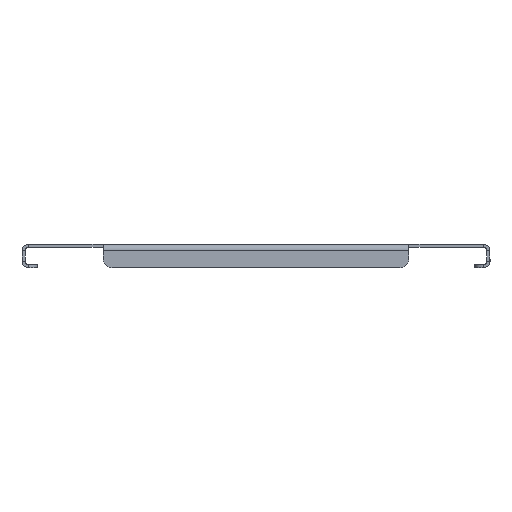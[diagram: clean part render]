
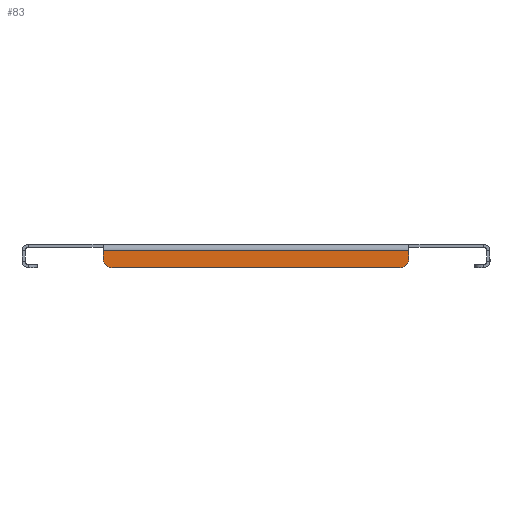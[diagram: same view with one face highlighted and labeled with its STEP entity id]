
A CAD part, left-side view. The second image highlights one B-rep face of the part: STEP entity #83.
In plain terms, the highlighted planar face has unit normal (-1, 0, 0).
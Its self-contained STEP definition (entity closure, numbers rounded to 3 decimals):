
#42 = DIRECTION ( 'NONE',  ( 1., 0., 0. ) ) ;
#50 = CIRCLE ( 'NONE', #1143, 6. ) ;
#56 = PLANE ( 'NONE',  #1594 ) ;
#83 = ADVANCED_FACE ( 'NONE', ( #1624 ), #56, .F. ) ;
#127 = DIRECTION ( 'NONE',  ( 0., 0., -1. ) ) ;
#174 = ORIENTED_EDGE ( 'NONE', *, *, #2643, .T. ) ;
#230 = EDGE_CURVE ( 'NONE', #1607, #1547, #2746, .T. ) ;
#234 = VECTOR ( 'NONE', #2232, 1000. ) ;
#418 = LINE ( 'NONE', #1542, #1093 ) ;
#499 = ORIENTED_EDGE ( 'NONE', *, *, #914, .F. ) ;
#626 = EDGE_CURVE ( 'NONE', #2056, #1071, #1354, .T. ) ;
#653 = DIRECTION ( 'NONE',  ( 0., -1., 0. ) ) ;
#674 = EDGE_LOOP ( 'NONE', ( #499, #174, #1681, #1298, #881, #2938 ) ) ;
#725 = AXIS2_PLACEMENT_3D ( 'NONE', #1464, #1723, #2617 ) ;
#881 = ORIENTED_EDGE ( 'NONE', *, *, #1404, .T. ) ;
#914 = EDGE_CURVE ( 'NONE', #1843, #1547, #2914, .T. ) ;
#928 = CARTESIAN_POINT ( 'NONE',  ( -299.5, -92., -15. ) ) ;
#929 = LINE ( 'NONE', #1860, #2445 ) ;
#950 = EDGE_CURVE ( 'NONE', #1434, #1071, #418, .T. ) ;
#1071 = VERTEX_POINT ( 'NONE', #2571 ) ;
#1093 = VECTOR ( 'NONE', #653, 1000. ) ;
#1143 = AXIS2_PLACEMENT_3D ( 'NONE', #1595, #2189, #127 ) ;
#1253 = CARTESIAN_POINT ( 'NONE',  ( -299.5, 92., -15. ) ) ;
#1268 = CARTESIAN_POINT ( 'NONE',  ( -299.5, 98., -9. ) ) ;
#1298 = ORIENTED_EDGE ( 'NONE', *, *, #950, .F. ) ;
#1354 = LINE ( 'NONE', #2281, #2902 ) ;
#1404 = EDGE_CURVE ( 'NONE', #1434, #1607, #929, .T. ) ;
#1434 = VERTEX_POINT ( 'NONE', #2786 ) ;
#1464 = CARTESIAN_POINT ( 'NONE',  ( -299.5, 92., -9. ) ) ;
#1542 = CARTESIAN_POINT ( 'NONE',  ( -299.5, -150., -4. ) ) ;
#1547 = VERTEX_POINT ( 'NONE', #1253 ) ;
#1594 = AXIS2_PLACEMENT_3D ( 'NONE', #2592, #42, #2142 ) ;
#1595 = CARTESIAN_POINT ( 'NONE',  ( -299.5, -92., -9. ) ) ;
#1607 = VERTEX_POINT ( 'NONE', #1268 ) ;
#1624 = FACE_OUTER_BOUND ( 'NONE', #674, .T. ) ;
#1681 = ORIENTED_EDGE ( 'NONE', *, *, #626, .T. ) ;
#1723 = DIRECTION ( 'NONE',  ( -1., 0., 0. ) ) ;
#1772 = CARTESIAN_POINT ( 'NONE',  ( -299.5, -150., -15. ) ) ;
#1843 = VERTEX_POINT ( 'NONE', #928 ) ;
#1860 = CARTESIAN_POINT ( 'NONE',  ( -299.5, 98., -15. ) ) ;
#2056 = VERTEX_POINT ( 'NONE', #2482 ) ;
#2142 = DIRECTION ( 'NONE',  ( 0., 0., -1. ) ) ;
#2189 = DIRECTION ( 'NONE',  ( -1., 0., 0. ) ) ;
#2232 = DIRECTION ( 'NONE',  ( 0., 1., 0. ) ) ;
#2281 = CARTESIAN_POINT ( 'NONE',  ( -299.5, -98., -15. ) ) ;
#2445 = VECTOR ( 'NONE', #2769, 1000. ) ;
#2482 = CARTESIAN_POINT ( 'NONE',  ( -299.5, -98., -9. ) ) ;
#2499 = DIRECTION ( 'NONE',  ( 0., 0., 1. ) ) ;
#2571 = CARTESIAN_POINT ( 'NONE',  ( -299.5, -98., -4. ) ) ;
#2592 = CARTESIAN_POINT ( 'NONE',  ( -299.5, 0., 0. ) ) ;
#2617 = DIRECTION ( 'NONE',  ( 0., 0., -1. ) ) ;
#2643 = EDGE_CURVE ( 'NONE', #1843, #2056, #50, .T. ) ;
#2746 = CIRCLE ( 'NONE', #725, 6. ) ;
#2769 = DIRECTION ( 'NONE',  ( 0., 0., -1. ) ) ;
#2786 = CARTESIAN_POINT ( 'NONE',  ( -299.5, 98., -4. ) ) ;
#2902 = VECTOR ( 'NONE', #2499, 1000. ) ;
#2914 = LINE ( 'NONE', #1772, #234 ) ;
#2938 = ORIENTED_EDGE ( 'NONE', *, *, #230, .T. ) ;
